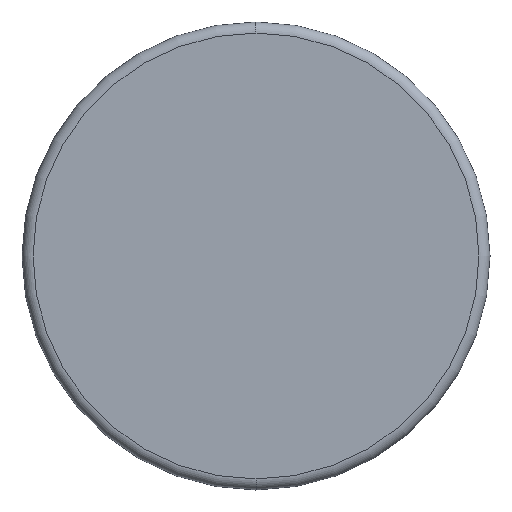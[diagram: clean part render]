
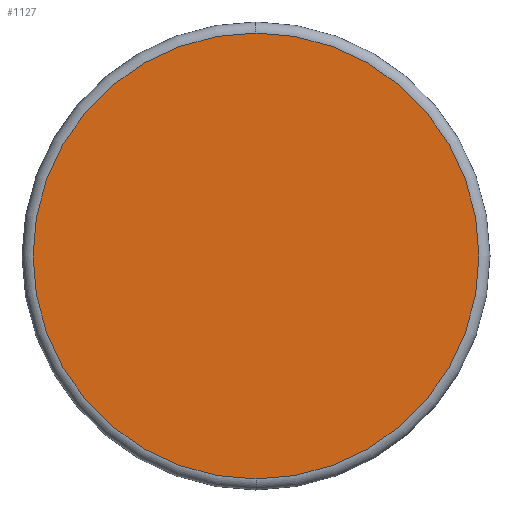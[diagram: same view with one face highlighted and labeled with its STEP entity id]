
A CAD part, left-side view. The second image highlights one B-rep face of the part: STEP entity #1127.
In plain terms, the highlighted planar face has unit normal (-1, 0, 0).
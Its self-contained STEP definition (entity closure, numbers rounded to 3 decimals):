
#5 = CARTESIAN_POINT ( 'NONE',  ( 8.684, 0., 0. ) ) ;
#129 = ORIENTED_EDGE ( 'NONE', *, *, #959, .T. ) ;
#255 = CARTESIAN_POINT ( 'NONE',  ( 8.684, 0., -20.2 ) ) ;
#656 = FACE_OUTER_BOUND ( 'NONE', #1150, .T. ) ;
#662 = AXIS2_PLACEMENT_3D ( 'NONE', #5, #990, #2671 ) ;
#801 = CARTESIAN_POINT ( 'NONE',  ( 8.684, 0., 0. ) ) ;
#813 = DIRECTION ( 'NONE',  ( -1., 0., 0. ) ) ;
#959 = EDGE_CURVE ( 'NONE', #2002, #2288, #2853, .T. ) ;
#990 = DIRECTION ( 'NONE',  ( 1., 0., 0. ) ) ;
#1024 = DIRECTION ( 'NONE',  ( 0., 0., -1. ) ) ;
#1127 = ADVANCED_FACE ( 'NONE', ( #656 ), #1460, .F. ) ;
#1150 = EDGE_LOOP ( 'NONE', ( #129, #2817 ) ) ;
#1238 = AXIS2_PLACEMENT_3D ( 'NONE', #3047, #1356, #1834 ) ;
#1356 = DIRECTION ( 'NONE',  ( -1., 0., 0. ) ) ;
#1460 = PLANE ( 'NONE',  #662 ) ;
#1834 = DIRECTION ( 'NONE',  ( 0., 0., -1. ) ) ;
#2002 = VERTEX_POINT ( 'NONE', #255 ) ;
#2288 = VERTEX_POINT ( 'NONE', #2334 ) ;
#2334 = CARTESIAN_POINT ( 'NONE',  ( 8.684, 0., 20.2 ) ) ;
#2361 = AXIS2_PLACEMENT_3D ( 'NONE', #801, #813, #1024 ) ;
#2671 = DIRECTION ( 'NONE',  ( 0., 0., -1. ) ) ;
#2750 = CIRCLE ( 'NONE', #1238, 20.2 ) ;
#2817 = ORIENTED_EDGE ( 'NONE', *, *, #2945, .T. ) ;
#2853 = CIRCLE ( 'NONE', #2361, 20.2 ) ;
#2945 = EDGE_CURVE ( 'NONE', #2288, #2002, #2750, .T. ) ;
#3047 = CARTESIAN_POINT ( 'NONE',  ( 8.684, 0., 0. ) ) ;
